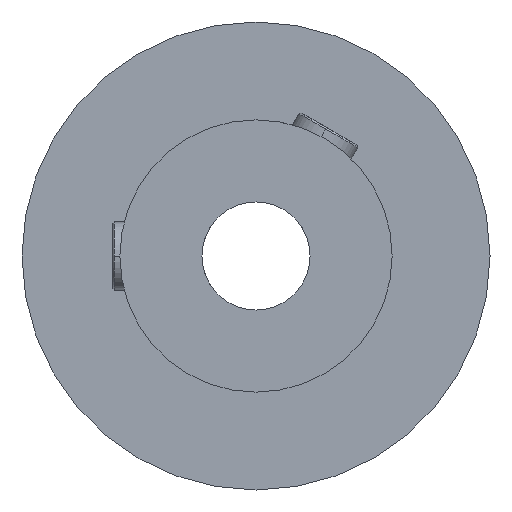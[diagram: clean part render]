
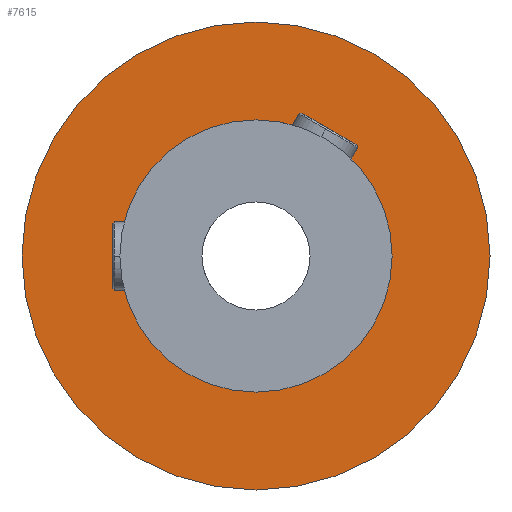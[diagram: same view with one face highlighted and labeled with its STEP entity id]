
A CAD part, left-side view. The second image highlights one B-rep face of the part: STEP entity #7615.
In plain terms, the highlighted planar face has unit normal (-1, 0, 0).
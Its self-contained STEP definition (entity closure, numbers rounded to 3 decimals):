
#33 = CIRCLE ( 'NONE', #6354, 8. ) ;
#122 = ORIENTED_EDGE ( 'NONE', *, *, #8180, .F. ) ;
#148 = CARTESIAN_POINT ( 'NONE',  ( 6.9, 0., 8. ) ) ;
#717 = CARTESIAN_POINT ( 'NONE',  ( 6.9, 0., 0. ) ) ;
#866 = ORIENTED_EDGE ( 'NONE', *, *, #8297, .F. ) ;
#893 = DIRECTION ( 'NONE',  ( -1., 0., 0. ) ) ;
#1256 = DIRECTION ( 'NONE',  ( 0., 0., 1. ) ) ;
#1524 = DIRECTION ( 'NONE',  ( 0., 0., 1. ) ) ;
#1595 = DIRECTION ( 'NONE',  ( 0., 0., -1. ) ) ;
#1811 = CARTESIAN_POINT ( 'NONE',  ( 6.9, 0., 0. ) ) ;
#1974 = CIRCLE ( 'NONE', #8577, 13.75 ) ;
#2193 = EDGE_CURVE ( 'NONE', #4575, #7165, #1974, .T. ) ;
#2265 = VERTEX_POINT ( 'NONE', #148 ) ;
#2313 = PLANE ( 'NONE',  #3019 ) ;
#2617 = AXIS2_PLACEMENT_3D ( 'NONE', #1811, #8648, #3840 ) ;
#2827 = EDGE_CURVE ( 'NONE', #7165, #4575, #3761, .T. ) ;
#3019 = AXIS2_PLACEMENT_3D ( 'NONE', #6460, #3116, #1595 ) ;
#3022 = ORIENTED_EDGE ( 'NONE', *, *, #2827, .T. ) ;
#3116 = DIRECTION ( 'NONE',  ( 1., 0., 0. ) ) ;
#3449 = CARTESIAN_POINT ( 'NONE',  ( 6.9, 0., 13.75 ) ) ;
#3504 = CARTESIAN_POINT ( 'NONE',  ( 6.9, 0., -13.75 ) ) ;
#3545 = CARTESIAN_POINT ( 'NONE',  ( 6.9, 0., 0. ) ) ;
#3761 = CIRCLE ( 'NONE', #2617, 13.75 ) ;
#3840 = DIRECTION ( 'NONE',  ( 0., 0., 1. ) ) ;
#4575 = VERTEX_POINT ( 'NONE', #3504 ) ;
#4649 = EDGE_LOOP ( 'NONE', ( #3022, #5440 ) ) ;
#4682 = DIRECTION ( 'NONE',  ( -1., 0., 0. ) ) ;
#5286 = EDGE_LOOP ( 'NONE', ( #122, #866 ) ) ;
#5440 = ORIENTED_EDGE ( 'NONE', *, *, #2193, .T. ) ;
#5495 = CIRCLE ( 'NONE', #8064, 8. ) ;
#5740 = FACE_OUTER_BOUND ( 'NONE', #4649, .T. ) ;
#6064 = CARTESIAN_POINT ( 'NONE',  ( 6.9, 0., -8. ) ) ;
#6354 = AXIS2_PLACEMENT_3D ( 'NONE', #3545, #893, #1524 ) ;
#6418 = FACE_BOUND ( 'NONE', #5286, .T. ) ;
#6460 = CARTESIAN_POINT ( 'NONE',  ( 6.9, 8., 0. ) ) ;
#6567 = DIRECTION ( 'NONE',  ( 0., 0., 1. ) ) ;
#7020 = VERTEX_POINT ( 'NONE', #6064 ) ;
#7165 = VERTEX_POINT ( 'NONE', #3449 ) ;
#7615 = ADVANCED_FACE ( 'NONE', ( #6418, #5740 ), #2313, .F. ) ;
#8064 = AXIS2_PLACEMENT_3D ( 'NONE', #717, #4682, #1256 ) ;
#8180 = EDGE_CURVE ( 'NONE', #2265, #7020, #5495, .T. ) ;
#8297 = EDGE_CURVE ( 'NONE', #7020, #2265, #33, .T. ) ;
#8547 = CARTESIAN_POINT ( 'NONE',  ( 6.9, 0., 0. ) ) ;
#8577 = AXIS2_PLACEMENT_3D ( 'NONE', #8547, #8624, #6567 ) ;
#8624 = DIRECTION ( 'NONE',  ( -1., 0., 0. ) ) ;
#8648 = DIRECTION ( 'NONE',  ( -1., 0., 0. ) ) ;
